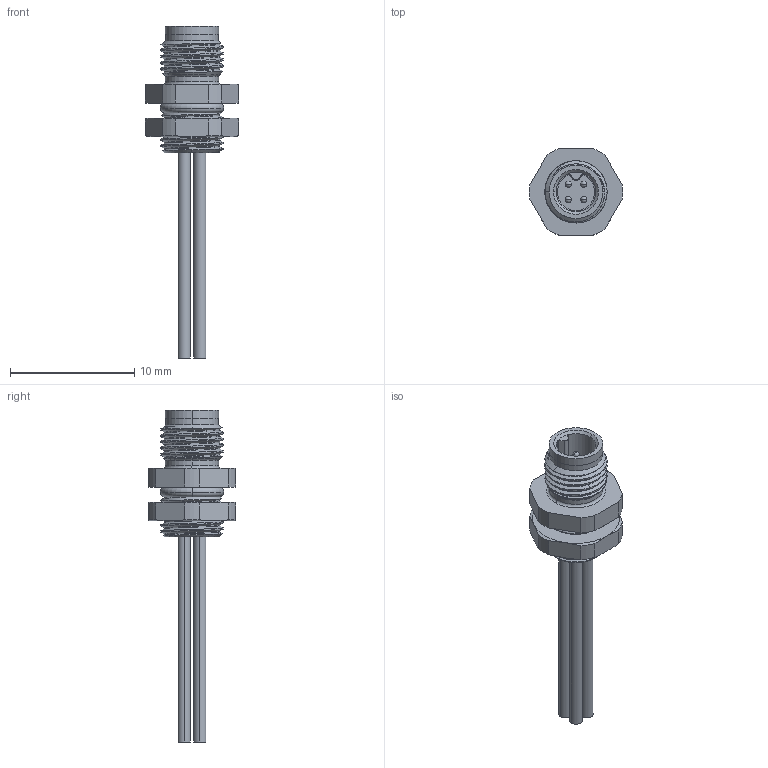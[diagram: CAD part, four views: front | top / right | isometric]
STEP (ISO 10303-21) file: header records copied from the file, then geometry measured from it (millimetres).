
FILE_DESCRIPTION((''),'2;1');
FILE_NAME('HOUSING-MALE-4P-000324_4','2025-08-24T',('gongcheng16'),(''),'PRO/ENGINEER BY PARAMETRIC TECHNOLOGY CORPORATION, 2010280','PRO/ENGINEER BY PARAMETRIC TECHNOLOGY CORPORATION, 2010280','');
FILE_SCHEMA(('CONFIG_CONTROL_DESIGN'));
Products named in the file (1): HOUSING-MALE-4P-000324_4
Bounding box: 7.49 x 7 x 26.7 mm (x, y, z)
Volume: 49 mm3; surface area: 5918 mm2
Topology: 1 solids, 112 shells, 1120 faces, 3019 edges, 2025 vertices
Faces by surface type: cylinder 507, plane 324, cone 174, bspline 91, torus 14, sphere 10
Entity records: 61955 total; most frequent: CARTESIAN_POINT 35324, DIRECTION 5357, ORIENTED_EDGE 5269, EDGE_CURVE 3003, AXIS2_PLACEMENT_3D 2169, VERTEX_POINT 2025, EDGE_LOOP 1203, CIRCLE 1139
